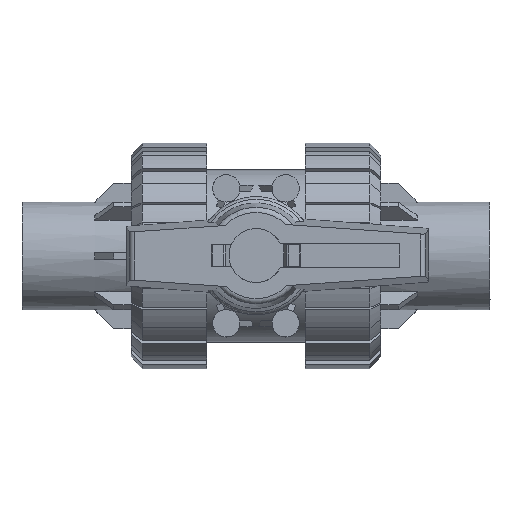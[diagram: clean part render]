
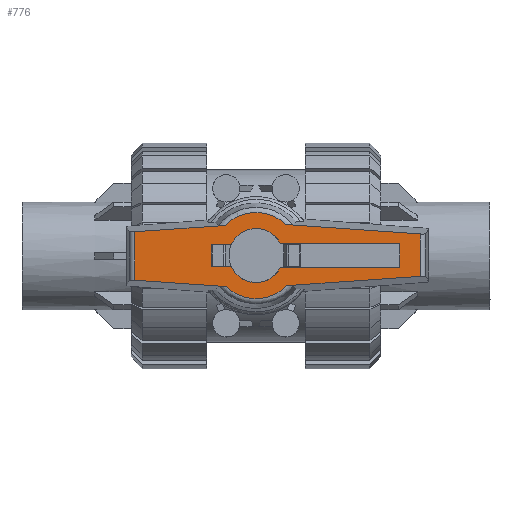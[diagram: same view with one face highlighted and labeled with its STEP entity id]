
A CAD part, top view. The second image highlights one B-rep face of the part: STEP entity #776.
In plain terms, the highlighted planar face has unit normal (0, 0, 1).
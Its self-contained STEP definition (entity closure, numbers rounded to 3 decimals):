
#776=ADVANCED_FACE('',(#1916,#1917),#1918,.T.);
#1916=FACE_BOUND('',#3492,.T.);
#1917=FACE_OUTER_BOUND('',#3493,.T.);
#1918=PLANE('',#3494);
#3492=EDGE_LOOP('',(#5989,#5990,#5991,#5992,#5993,#5994,#5995,#5996));
#3493=EDGE_LOOP('',(#5997,#5998,#5999,#6000,#6001,#6002,#6003,#6004));
#3494=AXIS2_PLACEMENT_3D('',#6005,#6006,#6007);
#5989=ORIENTED_EDGE('',*,*,#10489,.T.);
#5990=ORIENTED_EDGE('',*,*,#10505,.T.);
#5991=ORIENTED_EDGE('',*,*,#10511,.T.);
#5992=ORIENTED_EDGE('',*,*,#10508,.T.);
#5993=ORIENTED_EDGE('',*,*,#10404,.T.);
#5994=ORIENTED_EDGE('',*,*,#10573,.T.);
#5995=ORIENTED_EDGE('',*,*,#10574,.T.);
#5996=ORIENTED_EDGE('',*,*,#10575,.T.);
#5997=ORIENTED_EDGE('',*,*,#10576,.T.);
#5998=ORIENTED_EDGE('',*,*,#10577,.T.);
#5999=ORIENTED_EDGE('',*,*,#10578,.T.);
#6000=ORIENTED_EDGE('',*,*,#10579,.F.);
#6001=ORIENTED_EDGE('',*,*,#10580,.T.);
#6002=ORIENTED_EDGE('',*,*,#10581,.T.);
#6003=ORIENTED_EDGE('',*,*,#10582,.T.);
#6004=ORIENTED_EDGE('',*,*,#10583,.T.);
#6005=CARTESIAN_POINT('',(7.994,0.0,147.0));
#6006=DIRECTION('',(0.0,0.0,1.0));
#6007=DIRECTION('',(1.0,0.0,0.0));
#10404=EDGE_CURVE('',#12417,#12415,#12418,.T.);
#10489=EDGE_CURVE('',#12556,#12554,#12557,.T.);
#10505=EDGE_CURVE('',#12554,#12582,#12583,.T.);
#10508=EDGE_CURVE('',#12586,#12417,#12587,.T.);
#10511=EDGE_CURVE('',#12582,#12586,#12590,.T.);
#10573=EDGE_CURVE('',#12415,#12663,#12664,.T.);
#10574=EDGE_CURVE('',#12663,#12665,#12666,.T.);
#10575=EDGE_CURVE('',#12665,#12556,#12667,.T.);
#10576=EDGE_CURVE('',#12668,#12669,#12670,.T.);
#10577=EDGE_CURVE('',#12669,#12671,#12672,.T.);
#10578=EDGE_CURVE('',#12671,#12673,#12674,.T.);
#10579=EDGE_CURVE('',#12675,#12673,#12676,.T.);
#10580=EDGE_CURVE('',#12675,#12677,#12678,.T.);
#10581=EDGE_CURVE('',#12677,#12679,#12680,.T.);
#10582=EDGE_CURVE('',#12679,#12681,#12682,.T.);
#10583=EDGE_CURVE('',#12681,#12668,#12683,.T.);
#12415=VERTEX_POINT('',#15390);
#12417=VERTEX_POINT('',#15393);
#12418=CIRCLE('',#15394,10.0);
#12554=VERTEX_POINT('',#15578);
#12556=VERTEX_POINT('',#15581);
#12557=CIRCLE('',#15582,10.0);
#12582=VERTEX_POINT('',#15616);
#12583=LINE('',#15617,#15618);
#12586=VERTEX_POINT('',#15622);
#12587=LINE('',#15623,#15624);
#12590=LINE('',#15628,#15629);
#12663=VERTEX_POINT('',#15730);
#12664=LINE('',#15731,#15732);
#12665=VERTEX_POINT('',#15733);
#12666=LINE('',#15734,#15735);
#12667=LINE('',#15736,#15737);
#12668=VERTEX_POINT('',#15738);
#12669=VERTEX_POINT('',#15739);
#12670=LINE('',#15740,#15741);
#12671=VERTEX_POINT('',#15742);
#12672=CIRCLE('',#15743,15.988);
#12673=VERTEX_POINT('',#15744);
#12674=LINE('',#15745,#15746);
#12675=VERTEX_POINT('',#15747);
#12676=LINE('',#15748,#15749);
#12677=VERTEX_POINT('',#15750);
#12678=LINE('',#15751,#15752);
#12679=VERTEX_POINT('',#15753);
#12680=CIRCLE('',#15754,15.988);
#12681=VERTEX_POINT('',#15755);
#12682=LINE('',#15756,#15757);
#12683=LINE('',#15758,#15759);
#15390=CARTESIAN_POINT('',(-9.192,-3.938,147.0));
#15393=CARTESIAN_POINT('',(8.992,-4.375,147.0));
#15394=AXIS2_PLACEMENT_3D('',#21979,#21980,#21981);
#15578=CARTESIAN_POINT('',(8.992,4.375,147.0));
#15581=CARTESIAN_POINT('',(-9.192,3.938,147.0));
#15582=AXIS2_PLACEMENT_3D('',#22097,#22098,#22099);
#15616=CARTESIAN_POINT('',(53.333,4.375,147.0));
#15617=CARTESIAN_POINT('',(17.33,4.375,147.0));
#15618=VECTOR('',#22118,1.0);
#15622=CARTESIAN_POINT('',(53.333,-4.375,147.0));
#15623=CARTESIAN_POINT('',(17.33,-4.375,147.0));
#15624=VECTOR('',#22120,1.0);
#15628=CARTESIAN_POINT('',(53.333,0.0,147.0));
#15629=VECTOR('',#22122,1.0);
#15730=CARTESIAN_POINT('',(-16.633,-3.938,147.0));
#15731=CARTESIAN_POINT('',(-2.591,-3.938,147.0));
#15732=VECTOR('',#22172,1.0);
#15733=CARTESIAN_POINT('',(-16.633,3.938,147.0));
#15734=CARTESIAN_POINT('',(-16.633,5.906,147.0));
#15735=VECTOR('',#22173,1.0);
#15736=CARTESIAN_POINT('',(-2.591,3.938,147.0));
#15737=VECTOR('',#22174,1.0);
#15738=CARTESIAN_POINT('',(-44.912,-9.126,147.0));
#15739=CARTESIAN_POINT('',(-11.119,-11.489,147.0));
#15740=CARTESIAN_POINT('',(-4.204,-11.972,147.0));
#15741=VECTOR('',#22175,1.0);
#15742=CARTESIAN_POINT('',(11.454,-11.155,147.0));
#15743=AXIS2_PLACEMENT_3D('',#22176,#22177,#22178);
#15744=CARTESIAN_POINT('',(60.912,-7.697,147.0));
#15745=CARTESIAN_POINT('',(34.49,-9.544,147.0));
#15746=VECTOR('',#22179,1.0);
#15747=CARTESIAN_POINT('',(60.912,8.007,147.0));
#15748=CARTESIAN_POINT('',(60.912,15.75,147.0));
#15749=VECTOR('',#22180,1.0);
#15750=CARTESIAN_POINT('',(11.119,11.489,147.0));
#15751=CARTESIAN_POINT('',(33.416,9.93,147.0));
#15752=VECTOR('',#22181,1.0);
#15753=CARTESIAN_POINT('',(-11.454,11.155,147.0));
#15754=AXIS2_PLACEMENT_3D('',#22182,#22183,#22184);
#15755=CARTESIAN_POINT('',(-44.912,8.816,147.0));
#15756=CARTESIAN_POINT('',(-3.086,11.74,147.0));
#15757=VECTOR('',#22185,1.0);
#15758=CARTESIAN_POINT('',(-44.912,15.75,147.0));
#15759=VECTOR('',#22186,1.0);
#21979=CARTESIAN_POINT('',(0.0,0.0,147.0));
#21980=DIRECTION('',(0.0,0.0,-1.0));
#21981=DIRECTION('',(1.0,0.0,0.0));
#22097=CARTESIAN_POINT('',(0.0,0.0,147.0));
#22098=DIRECTION('',(0.0,0.0,-1.0));
#22099=DIRECTION('',(1.0,0.0,0.0));
#22118=DIRECTION('',(1.0,0.0,-0.0));
#22120=DIRECTION('',(-1.0,0.0,0.0));
#22122=DIRECTION('',(0.0,-1.0,0.0));
#22172=DIRECTION('',(-1.0,0.0,0.0));
#22173=DIRECTION('',(0.0,1.0,-0.0));
#22174=DIRECTION('',(1.0,0.0,0.0));
#22175=DIRECTION('',(0.998,-0.07,0.0));
#22176=CARTESIAN_POINT('',(0.0,0.0,147.0));
#22177=DIRECTION('',(0.0,0.0,1.0));
#22178=DIRECTION('',(1.0,0.0,0.0));
#22179=DIRECTION('',(0.998,0.07,-0.0));
#22180=DIRECTION('',(0.0,-1.0,0.0));
#22181=DIRECTION('',(-0.998,0.07,0.0));
#22182=CARTESIAN_POINT('',(0.0,0.0,147.0));
#22183=DIRECTION('',(0.0,0.0,1.0));
#22184=DIRECTION('',(1.0,0.0,0.0));
#22185=DIRECTION('',(-0.998,-0.07,0.0));
#22186=DIRECTION('',(0.0,-1.0,0.0));
